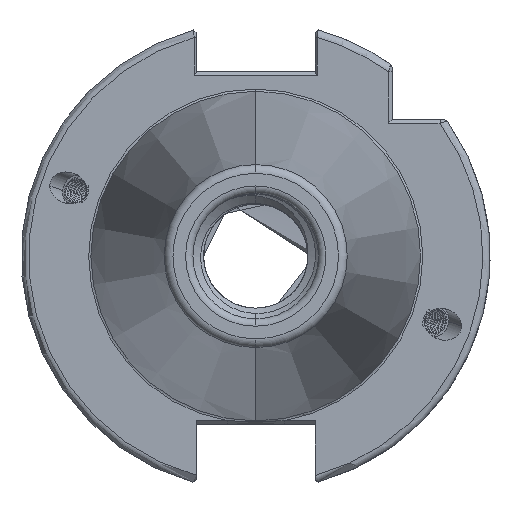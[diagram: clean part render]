
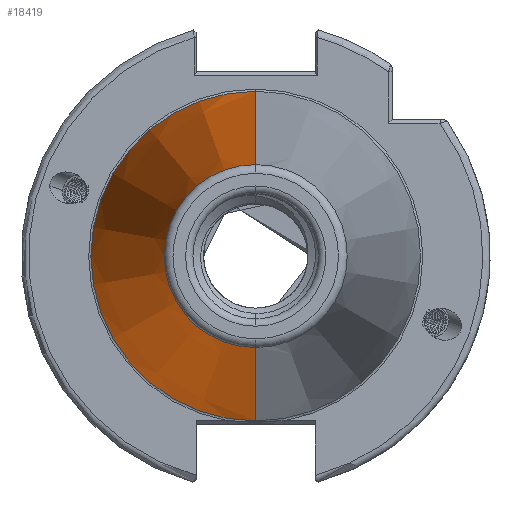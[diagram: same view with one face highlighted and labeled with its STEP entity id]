
A CAD part, left-side view. The second image highlights one B-rep face of the part: STEP entity #18419.
In plain terms, the highlighted conical face has half-angle 8.297 degrees and reference radius 22.692 mm.
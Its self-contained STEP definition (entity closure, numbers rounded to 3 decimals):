
#8597 = CARTESIAN_POINT ( 'NONE',  ( 0., 0., 0. ) ) ;
#8598 = DIRECTION ( 'NONE',  ( 1., 0., 0. ) ) ;
#8629 = DIRECTION ( 'NONE',  ( 0., 0., -1. ) ) ;
#9439 = EDGE_LOOP ( 'NONE', ( #14174, #14121, #14123, #14168 ) ) ;
#9646 = EDGE_CURVE ( 'NONE', #11644, #11654, #19444, .T. ) ;
#9648 = EDGE_CURVE ( 'NONE', #11683, #11654, #19422, .T. ) ;
#9664 = EDGE_CURVE ( 'NONE', #11629, #11683, #19424, .T. ) ;
#9669 = EDGE_CURVE ( 'NONE', #11629, #11644, #19492, .T. ) ;
#11629 = VERTEX_POINT ( 'NONE', #14637 ) ;
#11644 = VERTEX_POINT ( 'NONE', #14657 ) ;
#11654 = VERTEX_POINT ( 'NONE', #14644 ) ;
#11683 = VERTEX_POINT ( 'NONE', #14655 ) ;
#13750 = AXIS2_PLACEMENT_3D ( 'NONE', #8597, #8598, #8629 ) ;
#13875 = AXIS2_PLACEMENT_3D ( 'NONE', #16204, #16207, #16221 ) ;
#13885 = AXIS2_PLACEMENT_3D ( 'NONE', #16961, #16922, #16971 ) ;
#14121 = ORIENTED_EDGE ( 'NONE', *, *, #9646, .T. ) ;
#14123 = ORIENTED_EDGE ( 'NONE', *, *, #9648, .F. ) ;
#14168 = ORIENTED_EDGE ( 'NONE', *, *, #9664, .F. ) ;
#14174 = ORIENTED_EDGE ( 'NONE', *, *, #9669, .T. ) ;
#14637 = CARTESIAN_POINT ( 'NONE',  ( -70.573, 0., -12.4 ) ) ;
#14644 = CARTESIAN_POINT ( 'NONE',  ( -2.5, 0., 22.327 ) ) ;
#14655 = CARTESIAN_POINT ( 'NONE',  ( -2.5, 0., -22.327 ) ) ;
#14657 = CARTESIAN_POINT ( 'NONE',  ( -70.573, 0., 12.4 ) ) ;
#16169 = CARTESIAN_POINT ( 'NONE',  ( 0., 0., -22.692 ) ) ;
#16197 = DIRECTION ( 'NONE',  ( 0.99, 0., -0.144 ) ) ;
#16204 = CARTESIAN_POINT ( 'NONE',  ( -70.573, 0., 0. ) ) ;
#16207 = DIRECTION ( 'NONE',  ( 1., 0., 0. ) ) ;
#16221 = DIRECTION ( 'NONE',  ( 0., 0., 1. ) ) ;
#16891 = DIRECTION ( 'NONE',  ( 0.99, 0., 0.144 ) ) ;
#16919 = CARTESIAN_POINT ( 'NONE',  ( 0., 0., 22.692 ) ) ;
#16922 = DIRECTION ( 'NONE',  ( 1., 0., 0. ) ) ;
#16961 = CARTESIAN_POINT ( 'NONE',  ( -2.5, 0., 0. ) ) ;
#16971 = DIRECTION ( 'NONE',  ( 0., 0., -1. ) ) ;
#18419 = ADVANCED_FACE ( 'NONE', ( #19246 ), #19261, .T. ) ;
#19246 = FACE_OUTER_BOUND ( 'NONE', #9439, .T. ) ;
#19261 = CONICAL_SURFACE ( 'NONE', #13750, 22.692, 0.145 ) ;
#19411 = VECTOR ( 'NONE', #16891, 1000. ) ;
#19422 = CIRCLE ( 'NONE', #13885, 22.327 ) ;
#19424 = LINE ( 'NONE', #16169, #19481 ) ;
#19444 = LINE ( 'NONE', #16919, #19411 ) ;
#19481 = VECTOR ( 'NONE', #16197, 1000. ) ;
#19492 = CIRCLE ( 'NONE', #13875, 12.4 ) ;
